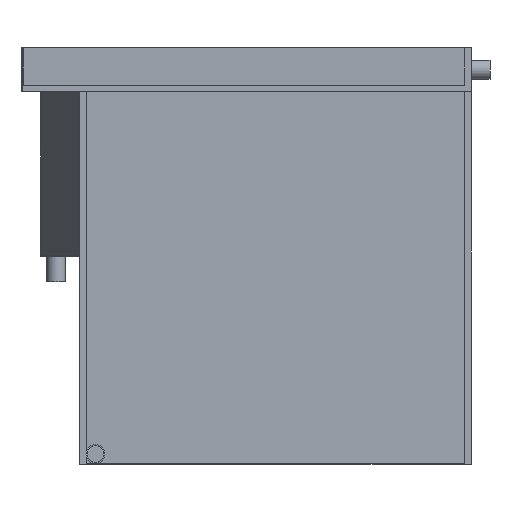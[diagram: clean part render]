
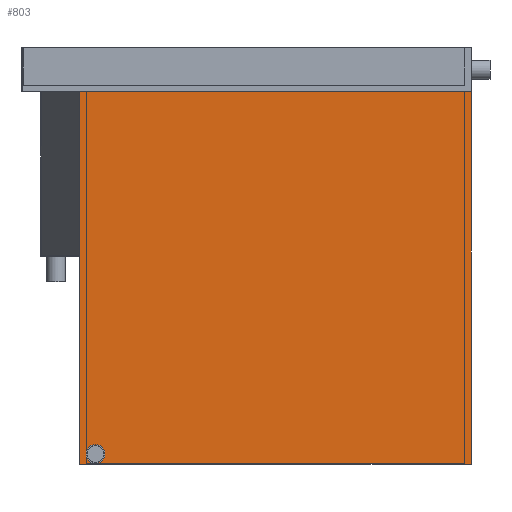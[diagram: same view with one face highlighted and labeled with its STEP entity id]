
A CAD part, left-side view. The second image highlights one B-rep face of the part: STEP entity #803.
In plain terms, the highlighted planar face has unit normal (-1, 0, 0).
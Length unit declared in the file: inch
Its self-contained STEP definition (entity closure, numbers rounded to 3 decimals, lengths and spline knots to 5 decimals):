
#26=FACE_BOUND('',#157,.T.);
#57=PLANE('',#885);
#101=FACE_OUTER_BOUND('',#156,.T.);
#156=EDGE_LOOP('',(#717,#718,#719,#720,#721));
#157=EDGE_LOOP('',(#722,#723));
#186=LINE('',#1192,#276);
#194=LINE('',#1208,#284);
#223=LINE('',#1264,#313);
#227=LINE('',#1272,#317);
#233=LINE('',#1283,#323);
#276=VECTOR('',#980,0.3937);
#284=VECTOR('',#990,0.3937);
#313=VECTOR('',#1043,0.3937);
#317=VECTOR('',#1049,0.3937);
#323=VECTOR('',#1059,0.3937);
#348=CIRCLE('',#833,0.29528);
#349=CIRCLE('',#834,0.29528);
#366=VERTEX_POINT('',#1113);
#367=VERTEX_POINT('',#1115);
#393=VERTEX_POINT('',#1189);
#394=VERTEX_POINT('',#1191);
#401=VERTEX_POINT('',#1207);
#416=VERTEX_POINT('',#1262);
#419=VERTEX_POINT('',#1271);
#437=EDGE_CURVE('',#367,#366,#348,.T.);
#438=EDGE_CURVE('',#366,#367,#349,.T.);
#472=EDGE_CURVE('',#393,#394,#186,.T.);
#480=EDGE_CURVE('',#401,#393,#194,.T.);
#509=EDGE_CURVE('',#416,#401,#223,.T.);
#513=EDGE_CURVE('',#394,#419,#227,.T.);
#519=EDGE_CURVE('',#416,#419,#233,.T.);
#717=ORIENTED_EDGE('',*,*,#472,.F.);
#718=ORIENTED_EDGE('',*,*,#480,.F.);
#719=ORIENTED_EDGE('',*,*,#509,.F.);
#720=ORIENTED_EDGE('',*,*,#519,.T.);
#721=ORIENTED_EDGE('',*,*,#513,.F.);
#722=ORIENTED_EDGE('',*,*,#437,.T.);
#723=ORIENTED_EDGE('',*,*,#438,.T.);
#803=ADVANCED_FACE('',(#101,#26),#57,.T.);
#833=AXIS2_PLACEMENT_3D('',#1116,#900,#901);
#834=AXIS2_PLACEMENT_3D('',#1117,#902,#903);
#885=AXIS2_PLACEMENT_3D('',#1320,#1089,#1090);
#900=DIRECTION('center_axis',(1.,0.,0.));
#901=DIRECTION('ref_axis',(0.,0.,-1.));
#902=DIRECTION('center_axis',(1.,0.,0.));
#903=DIRECTION('ref_axis',(0.,0.,-1.));
#980=DIRECTION('',(0.,-1.,0.));
#990=DIRECTION('',(0.,0.,1.));
#1043=DIRECTION('',(0.,0.,1.));
#1049=DIRECTION('',(0.,0.,-1.));
#1059=DIRECTION('',(0.,-1.,0.));
#1089=DIRECTION('center_axis',(-1.,0.,0.));
#1090=DIRECTION('ref_axis',(0.,1.,0.));
#1113=CARTESIAN_POINT('',(-8.4252,4.59449,-11.61417));
#1115=CARTESIAN_POINT('',(-8.4252,4.59449,-11.02362));
#1116=CARTESIAN_POINT('Origin',(-8.4252,4.59449,-11.3189));
#1117=CARTESIAN_POINT('Origin',(-8.4252,4.59449,-11.3189));
#1189=CARTESIAN_POINT('',(-8.4252,5.08661,0.));
#1191=CARTESIAN_POINT('',(-8.4252,-7.14106,0.));
#1192=CARTESIAN_POINT('',(-8.4252,2.43914,0.));
#1207=CARTESIAN_POINT('',(-8.4252,5.08661,-0.03803));
#1208=CARTESIAN_POINT('',(-8.4252,5.08661,-11.64567));
#1262=CARTESIAN_POINT('',(-8.4252,5.08661,-11.64567));
#1264=CARTESIAN_POINT('',(-8.4252,5.08661,-11.64567));
#1271=CARTESIAN_POINT('',(-8.4252,-7.14106,-11.64567));
#1272=CARTESIAN_POINT('',(-8.4252,-7.14106,0.));
#1283=CARTESIAN_POINT('',(-8.4252,-6.97571,-11.64567));
#1320=CARTESIAN_POINT('Origin',(-8.4252,-6.97571,0.19685));
